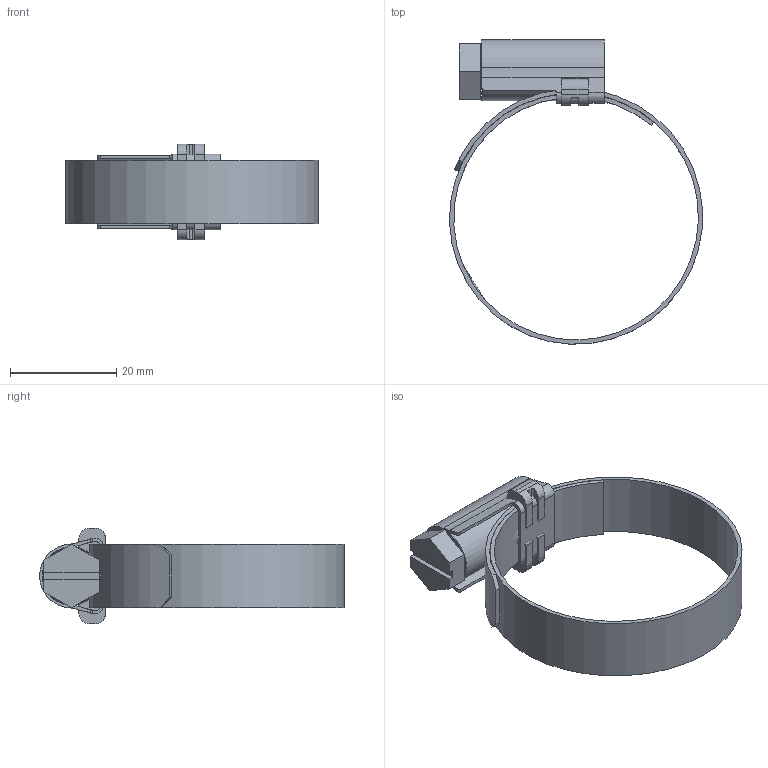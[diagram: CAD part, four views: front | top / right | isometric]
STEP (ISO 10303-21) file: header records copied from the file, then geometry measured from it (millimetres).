
FILE_DESCRIPTION (( 'STEP AP203' ), '1' );
FILE_NAME ('3D-R548_30-45_171786200.STEP', '2024-09-02T14:23:47', ( '' ), ( '' ), 'SwSTEP 2.0', 'SolidWorks 2024', '' );
FILE_SCHEMA (( 'CONFIG_CONTROL_DESIGN' ));
Length unit declared in the file: millimetre
Products named in the file (1): 3D-R548_30-45_171786200
Bounding box: 47.6 x 57.29 x 18 mm (x, y, z)
Volume: 5101.6 mm3; surface area: 8018.5 mm2
Topology: 4 solids, 4 shells, 93 faces, 259 edges, 170 vertices
Faces by surface type: plane 58, cylinder 27, bspline 4, cone 2, torus 2
Entity records: 4078 total; most frequent: CARTESIAN_POINT 1655, ORIENTED_EDGE 518, DIRECTION 453, EDGE_CURVE 259, VERTEX_POINT 170, LINE 165, VECTOR 165, AXIS2_PLACEMENT_3D 144
